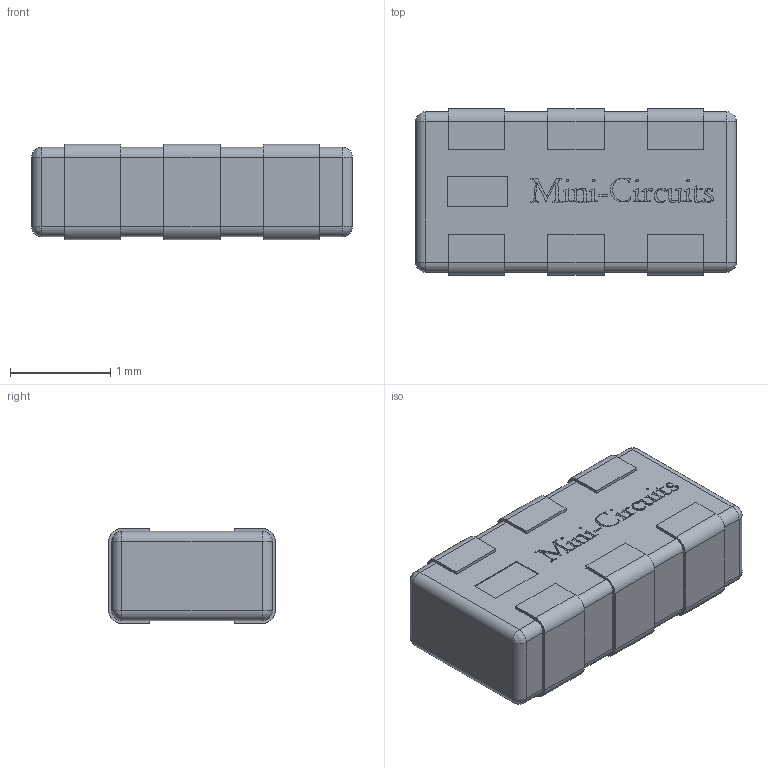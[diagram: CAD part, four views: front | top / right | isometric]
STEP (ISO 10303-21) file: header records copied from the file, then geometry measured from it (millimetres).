
FILE_DESCRIPTION (( 'STEP AP214' ), '1' );
FILE_NAME ('User Library-FV1206-1.STEP', '2019-02-06T08:36:57', ( '' ), ( '' ), 'SwSTEP 2.0', 'SolidWorks 2019', '' );
FILE_SCHEMA (( 'AUTOMOTIVE_DESIGN' ));
Length unit declared in the file: millimetre
Products named in the file (1): User Library-FV1206-1
Bounding box: 3.2 x 1.66 x 0.95 mm (x, y, z)
Volume: 4.7 mm3; surface area: 19 mm2
Topology: 1 solids, 1 shells, 384 faces, 1076 edges, 704 vertices
Faces by surface type: bspline 201, plane 147, cylinder 36
Entity records: 22821 total; most frequent: CARTESIAN_POINT 10033, ORIENTED_EDGE 2136, DIRECTION 1121, EDGE_CURVE 1068, VERTEX_POINT 704, LINE 609, VECTOR 609, EDGE_LOOP 402
